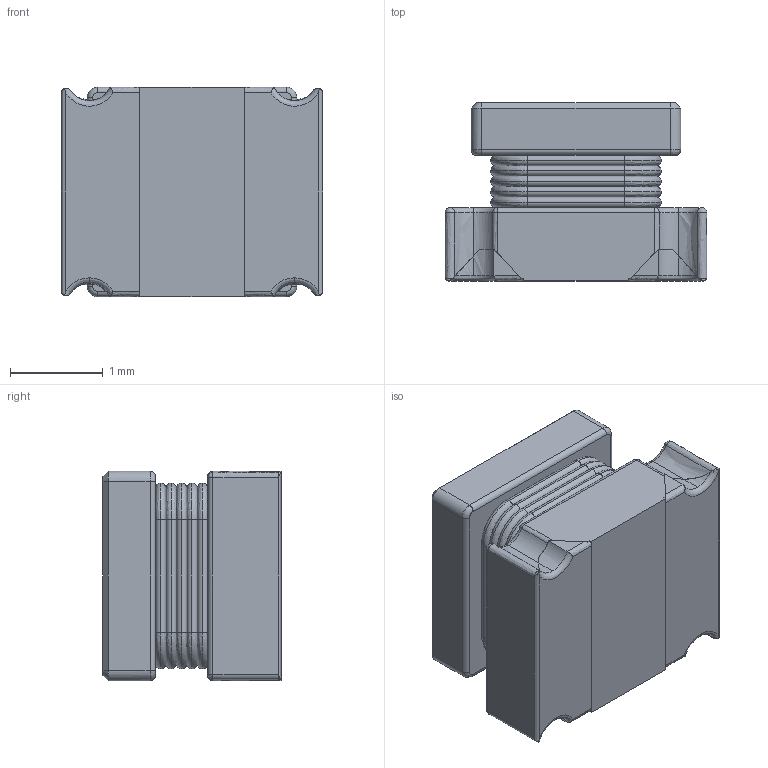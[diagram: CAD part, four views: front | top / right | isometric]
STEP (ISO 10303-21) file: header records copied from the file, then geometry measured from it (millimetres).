
FILE_DESCRIPTION(('FreeCAD Model'),'2;1');
FILE_NAME('Open CASCADE Shape Model','2025-04-29T08:37:33',('FreeCAD'),( 'FreeCAD'),'Open CASCADE STEP processor 7.6','FreeCAD','Unknown');
FILE_SCHEMA(('AUTOMOTIVE_DESIGN { 1 0 10303 214 1 1 1 1 }'));
Length unit declared in the file: millimetre
Products named in the file (1): Open CASCADE STEP translator 7.6 1
Bounding box: 2.82 x 1.92 x 2.26 mm (x, y, z)
Surface area: 56.6 mm2 (no closed solid volume)
Topology: 0 solids, 8 shells, 212 faces, 494 edges, 282 vertices
Faces by surface type: bspline 212
Entity records: 6360 total; most frequent: CARTESIAN_POINT 3673, ORIENTED_EDGE 972, EDGE_CURVE 486, VERTEX_POINT 282, B_SPLINE_CURVE_WITH_KNOTS 222, FACE_BOUND 214, EDGE_LOOP 214, ADVANCED_FACE 212
